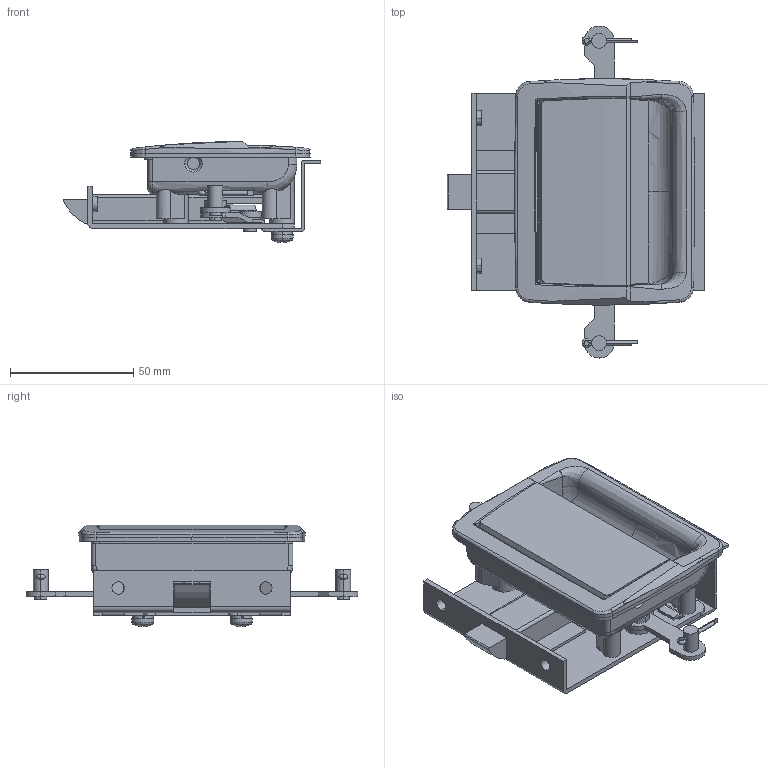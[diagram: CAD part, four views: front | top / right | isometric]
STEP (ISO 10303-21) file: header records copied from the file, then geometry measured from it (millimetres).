
FILE_DESCRIPTION (( 'STEP AP203' ), '1' );
FILE_NAME ('A-1151R-A-2-2.STEP', '2021-08-27T00:11:24', ( '' ), ( '' ), 'SwSTEP 2.0', 'SolidWorks 2018', '' );
FILE_SCHEMA (( 'CONFIG_CONTROL_DESIGN' ));
Length unit declared in the file: millimetre
Products named in the file (19): A-1151R-A-2-2_cross-recessed flat head screw_ver1.03__M5x10十字穴付皿小ねじ(SUS); A-1151R-A-2-2_shaft for link_; A-1151R-A-2-2; A-1151R-A-2-2_holding plate_; A-1151R-A-2-2_back plate_; A-1151R-A-2-2_handle shaft_; A-1151R-A-2-2_cross-recessed head machine screw_ver1.05__M5x10十字穴付なべ小ねじ(SUS)SWシングルセムス(P2); A-1151R-A-2-2_latch_; A-1151R-A-2-2_pin_; A-1151R-A-2-2_split pin_ver1.00__妱僺儞 屇傃2 (SUS) L=16; A-1151R-A-2-2_body_; A-1151R-A-2-2_link plateC_; A-1151R-A-2-2_handle_; A-1151R-A-2-2_guide_; A-1151R-A-2-2_latch shaft_; A-1151R-A-2-2_link plateA_; A-1151R-A-2-2_link plateB_; A-1151R-A-2-2_plate Assy_; A-1151R-A-2-2_packing_
Assembly tree (28 placements, depth 3):
  A-1151R-A-2-2
    A-1151R-A-2-2_body_
    A-1151R-A-2-2_handle_
    A-1151R-A-2-2_handle shaft_
    A-1151R-A-2-2_plate Assy_
      A-1151R-A-2-2_back plate_
      A-1151R-A-2-2_guide_
    A-1151R-A-2-2_link plateA_
    A-1151R-A-2-2_link plateB_
    A-1151R-A-2-2_link plateC_  x2
    A-1151R-A-2-2_shaft for link_  x4
    A-1151R-A-2-2_latch_
    A-1151R-A-2-2_latch shaft_
    A-1151R-A-2-2_packing_
    A-1151R-A-2-2_pin_  x2
    A-1151R-A-2-2_split pin_ver1.00__妱僺儞 屇傃2 (SUS) L=16  x2
    A-1151R-A-2-2_holding plate_
    A-1151R-A-2-2_cross-recessed flat head screw_ver1.03__M5x10十字穴付皿小ねじ(SUS)  x4
    A-1151R-A-2-2_cross-recessed head machine screw_ver1.05__M5x10十字穴付なべ小ねじ(SUS)SWシングルセムス(P2)  x2
Bounding box: 104.8 x 134.87 x 41.26 mm (x, y, z)
Volume: 84769.3 mm3; surface area: 83124.1 mm2
Topology: 27 solids, 27 shells, 830 faces, 2122 edges, 1366 vertices
Faces by surface type: plane 392, cylinder 310, cone 56, bspline 41, torus 25, sphere 6
Entity records: 23740 total; most frequent: CARTESIAN_POINT 6610, ORIENTED_EDGE 3136, DIRECTION 3063, EDGE_CURVE 1568, AXIS2_PLACEMENT_3D 1109, VERTEX_POINT 1015, VECTOR 845, LINE 845
